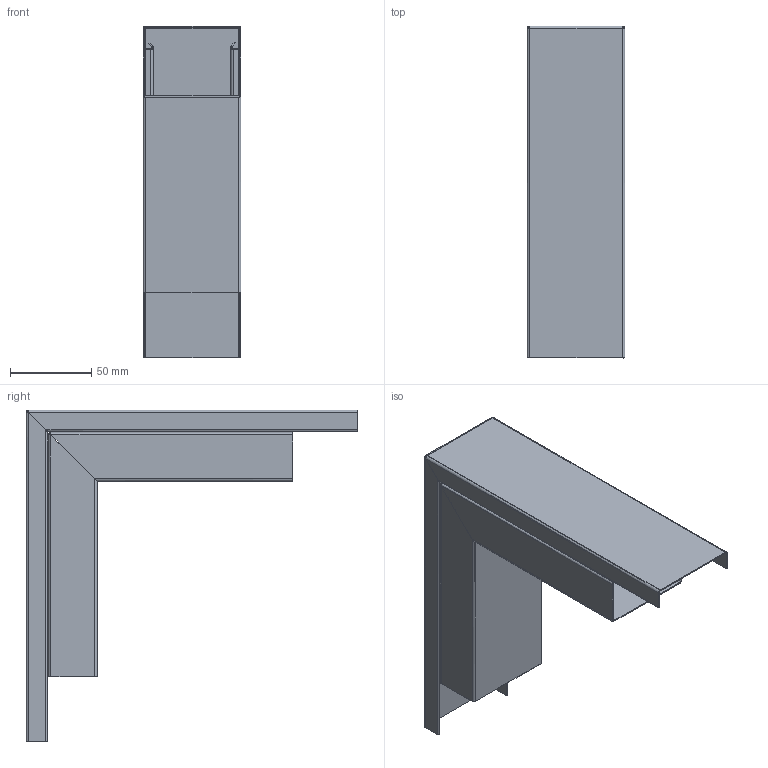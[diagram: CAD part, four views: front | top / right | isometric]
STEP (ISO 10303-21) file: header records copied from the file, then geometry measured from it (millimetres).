
FILE_DESCRIPTION (( 'STEP AP214' ), '1' );
FILE_NAME ('6249094.stp', '2016-08-24T10:55:08', ( '' ), ( '' ), 'SwSTEP 2.0', 'SolidWorks 2014', '' );
FILE_SCHEMA (( 'AUTOMOTIVE_DESIGN' ));
Length unit declared in the file: millimetre
Products named in the file (4): Deckel; Unterteil_A_40060.1; Unterteil_40060.1; 6249094
Assembly tree (4 placements, depth 3):
  6249094
    Unterteil_A_40060.1
      Unterteil_40060.1  x2
    Deckel
Bounding box: 60.05 x 203.71 x 203.68 mm (x, y, z)
Volume: 51574.7 mm3; surface area: 139374.4 mm2
Topology: 3 solids, 3 shells, 136 faces, 345 edges, 207 vertices
Faces by surface type: plane 62, cylinder 46, bspline 28
Entity records: 8735 total; most frequent: CARTESIAN_POINT 5515, ORIENTED_EDGE 452, DIRECTION 400, EDGE_CURVE 226, LINE 136, VECTOR 136, VERTEX_POINT 136, AXIS2_PLACEMENT_3D 132
